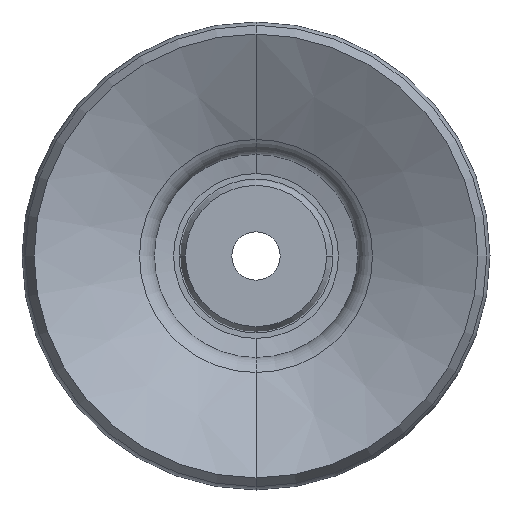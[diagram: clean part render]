
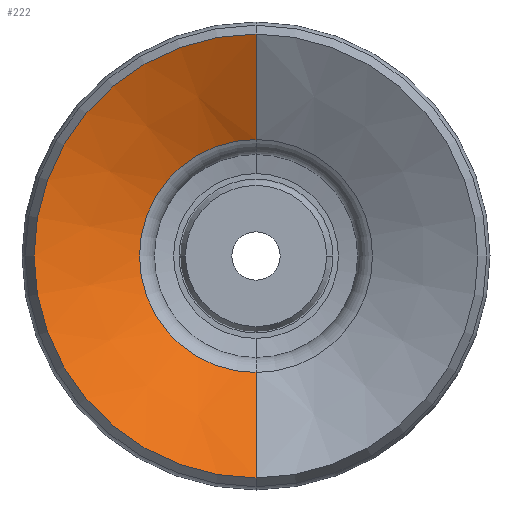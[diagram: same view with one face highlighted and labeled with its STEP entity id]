
A CAD part, front view. The second image highlights one B-rep face of the part: STEP entity #222.
In plain terms, the highlighted conical face has half-angle 62.11 degrees and reference radius 10.607 mm.
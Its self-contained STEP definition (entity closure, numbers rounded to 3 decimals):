
#222=ADVANCED_FACE('',(#543),#544,.F.);
#543=FACE_OUTER_BOUND('',#979,.T.);
#544=CONICAL_SURFACE('',#980,10.607,1.084);
#979=EDGE_LOOP('',(#5287,#5288,#5289,#5290));
#980=AXIS2_PLACEMENT_3D('',#5291,#5292,#5293);
#5287=ORIENTED_EDGE('',*,*,#6203,.T.);
#5288=ORIENTED_EDGE('',*,*,#6275,.T.);
#5289=ORIENTED_EDGE('',*,*,#6276,.F.);
#5290=ORIENTED_EDGE('',*,*,#6277,.F.);
#5291=CARTESIAN_POINT('',(0.0,-40.92,0.0));
#5292=DIRECTION('',(0.0,-1.0,-0.0));
#5293=DIRECTION('',(0.0,0.0,-1.0));
#6203=EDGE_CURVE('',#6673,#6677,#6679,.T.);
#6275=EDGE_CURVE('',#6677,#6784,#6785,.T.);
#6276=EDGE_CURVE('',#6786,#6784,#6787,.T.);
#6277=EDGE_CURVE('',#6673,#6786,#6788,.T.);
#6673=VERTEX_POINT('',#7315);
#6677=VERTEX_POINT('',#7319);
#6679=CIRCLE('',#7321,10.607);
#6784=VERTEX_POINT('',#7878);
#6785=LINE('',#7879,#7880);
#6786=VERTEX_POINT('',#7881);
#6787=CIRCLE('',#7882,20.205);
#6788=LINE('',#7883,#7884);
#7315=CARTESIAN_POINT('',(0.0,-40.92,-10.607));
#7319=CARTESIAN_POINT('',(0.,-40.92,10.607));
#7321=AXIS2_PLACEMENT_3D('',#9654,#9655,#9656);
#7878=CARTESIAN_POINT('',(0.0,-46.0,20.205));
#7879=CARTESIAN_POINT('',(0.,-40.92,10.607));
#7880=VECTOR('',#9761,1000.0);
#7881=CARTESIAN_POINT('',(0.,-46.0,-20.205));
#7882=AXIS2_PLACEMENT_3D('',#9762,#9763,#9764);
#7883=CARTESIAN_POINT('',(0.0,-40.92,-10.607));
#7884=VECTOR('',#9765,1000.0);
#9654=CARTESIAN_POINT('',(0.0,-40.92,0.0));
#9655=DIRECTION('',(0.0,1.0,0.0));
#9656=DIRECTION('',(0.0,0.0,1.0));
#9761=DIRECTION('',(0.,-0.468,0.884));
#9762=CARTESIAN_POINT('',(0.0,-46.0,0.0));
#9763=DIRECTION('',(0.0,1.0,0.0));
#9764=DIRECTION('',(0.0,0.0,1.0));
#9765=DIRECTION('',(0.0,-0.468,-0.884));
